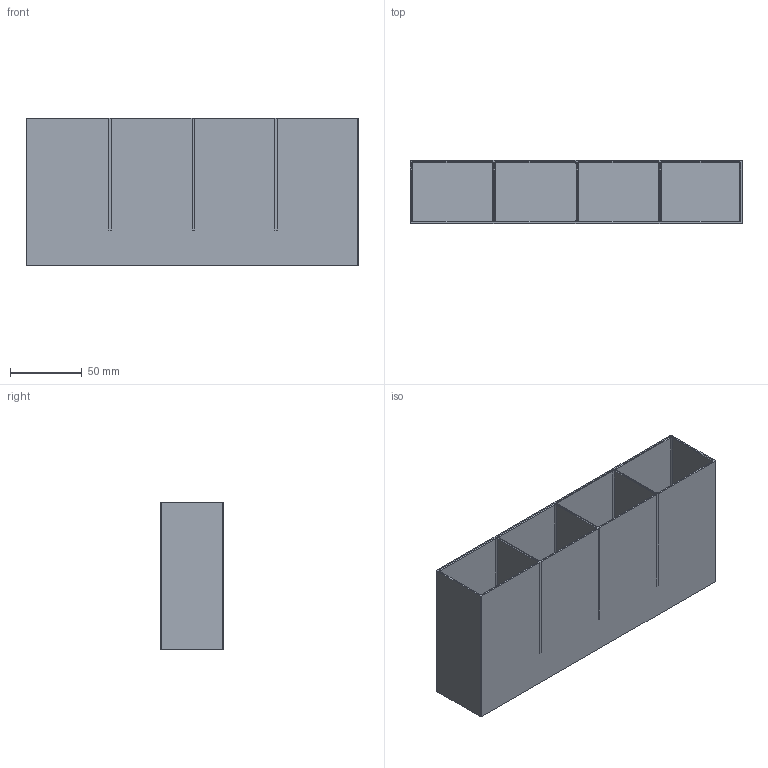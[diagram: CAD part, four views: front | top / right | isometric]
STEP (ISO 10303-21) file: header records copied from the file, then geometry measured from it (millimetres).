
FILE_DESCRIPTION(('FreeCAD Model'),'2;1');
FILE_NAME('Open CASCADE Shape Model','2024-09-29T18:59:47',(''),(''), 'Open CASCADE STEP processor 7.7','FreeCAD','Unknown');
FILE_SCHEMA(('AUTOMOTIVE_DESIGN { 1 0 10303 214 1 1 1 1 }'));
Length unit declared in the file: millimetre
Products named in the file (1): Body-1
Bounding box: 231.5 x 44 x 103 mm (x, y, z)
Volume: 110281.5 mm3; surface area: 146550.1 mm2
Topology: 1 solids, 1 shells, 122 faces, 334 edges, 208 vertices
Faces by surface type: plane 66, bspline 24, cone 16, cylinder 16
Entity records: 4027 total; most frequent: CARTESIAN_POINT 1094, ORIENTED_EDGE 668, DIRECTION 511, EDGE_CURVE 334, LINE 217, VECTOR 217, VERTEX_POINT 208, AXIS2_PLACEMENT_3D 147
